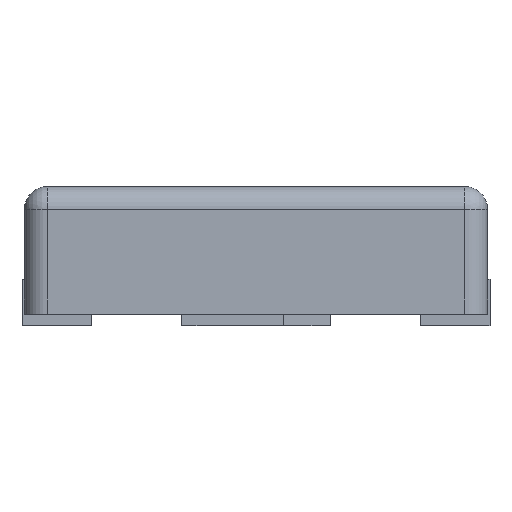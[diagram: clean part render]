
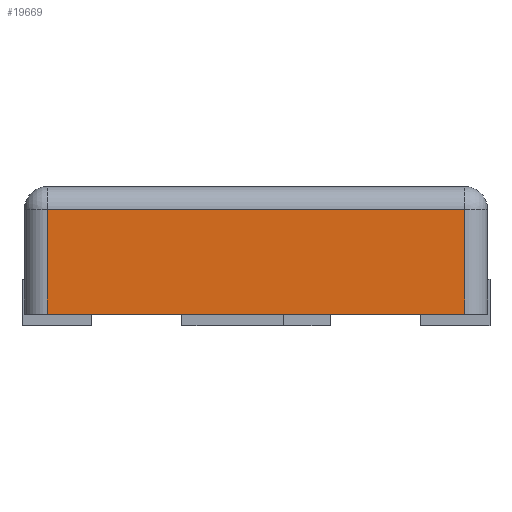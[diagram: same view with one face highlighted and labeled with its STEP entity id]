
A CAD part, left-side view. The second image highlights one B-rep face of the part: STEP entity #19669.
In plain terms, the highlighted planar face has unit normal (-1, 0, 0).
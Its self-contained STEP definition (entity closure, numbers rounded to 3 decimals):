
#18 = VECTOR ( 'NONE', #12853, 1000. ) ;
#369 = FACE_OUTER_BOUND ( 'NONE', #15071, .T. ) ;
#3765 = AXIS2_PLACEMENT_3D ( 'NONE', #31959, #5895, #8585 ) ;
#5895 = DIRECTION ( 'NONE',  ( 1., 0., 0. ) ) ;
#7494 = CARTESIAN_POINT ( 'NONE',  ( -1.5, -1., 0.5 ) ) ;
#8585 = DIRECTION ( 'NONE',  ( 0., 0., -1. ) ) ;
#9590 = CARTESIAN_POINT ( 'NONE',  ( -1.5, -1., 0.05 ) ) ;
#10365 = LINE ( 'NONE', #9590, #18 ) ;
#11290 = LINE ( 'NONE', #31229, #34855 ) ;
#12853 = DIRECTION ( 'NONE',  ( 0., -1., 0. ) ) ;
#14028 = DIRECTION ( 'NONE',  ( 0., 1., 0. ) ) ;
#14476 = ORIENTED_EDGE ( 'NONE', *, *, #17235, .T. ) ;
#15071 = EDGE_LOOP ( 'NONE', ( #34152, #34571, #14476, #37500 ) ) ;
#16239 = CARTESIAN_POINT ( 'NONE',  ( -1.5, -0.9, 0.05 ) ) ;
#17235 = EDGE_CURVE ( 'NONE', #23180, #32114, #10365, .T. ) ;
#17833 = LINE ( 'NONE', #37625, #17847 ) ;
#17847 = VECTOR ( 'NONE', #32371, 1000. ) ;
#19013 = VECTOR ( 'NONE', #14028, 1000. ) ;
#19669 = ADVANCED_FACE ( 'NONE', ( #369 ), #26614, .F. ) ;
#20764 = CARTESIAN_POINT ( 'NONE',  ( -1.5, 0.9, 0.05 ) ) ;
#20849 = VERTEX_POINT ( 'NONE', #27989 ) ;
#23180 = VERTEX_POINT ( 'NONE', #20764 ) ;
#25698 = LINE ( 'NONE', #7494, #19013 ) ;
#26614 = PLANE ( 'NONE',  #3765 ) ;
#26943 = VERTEX_POINT ( 'NONE', #34972 ) ;
#27635 = EDGE_CURVE ( 'NONE', #20849, #23180, #11290, .T. ) ;
#27989 = CARTESIAN_POINT ( 'NONE',  ( -1.5, 0.9, 0.5 ) ) ;
#31229 = CARTESIAN_POINT ( 'NONE',  ( -1.5, 0.9, 0.6 ) ) ;
#31959 = CARTESIAN_POINT ( 'NONE',  ( -1.5, -1., 0.6 ) ) ;
#32114 = VERTEX_POINT ( 'NONE', #16239 ) ;
#32371 = DIRECTION ( 'NONE',  ( 0., 0., 1. ) ) ;
#33515 = EDGE_CURVE ( 'NONE', #26943, #20849, #25698, .T. ) ;
#34152 = ORIENTED_EDGE ( 'NONE', *, *, #33515, .T. ) ;
#34386 = EDGE_CURVE ( 'NONE', #32114, #26943, #17833, .T. ) ;
#34512 = DIRECTION ( 'NONE',  ( 0., 0., -1. ) ) ;
#34571 = ORIENTED_EDGE ( 'NONE', *, *, #27635, .T. ) ;
#34855 = VECTOR ( 'NONE', #34512, 1000. ) ;
#34972 = CARTESIAN_POINT ( 'NONE',  ( -1.5, -0.9, 0.5 ) ) ;
#37500 = ORIENTED_EDGE ( 'NONE', *, *, #34386, .T. ) ;
#37625 = CARTESIAN_POINT ( 'NONE',  ( -1.5, -0.9, 0.6 ) ) ;
